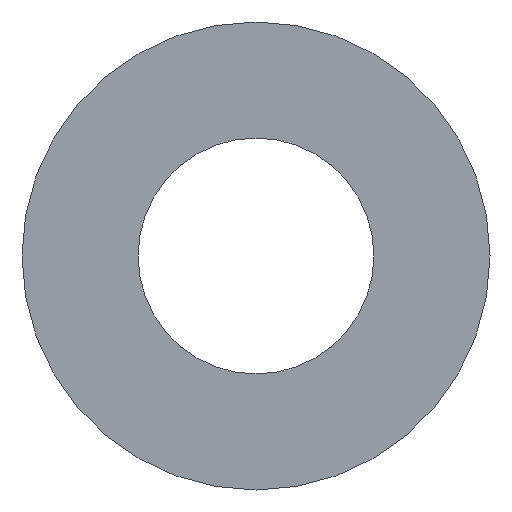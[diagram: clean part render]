
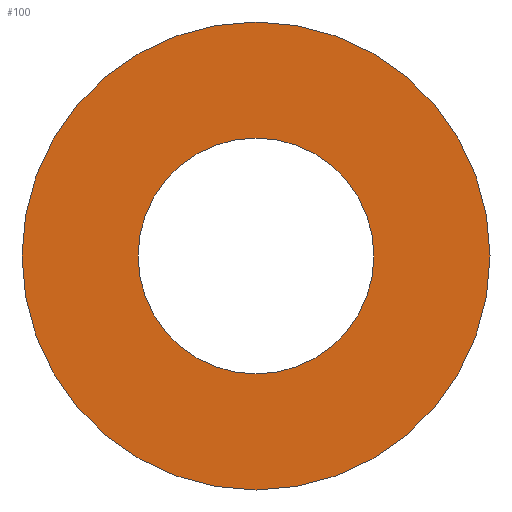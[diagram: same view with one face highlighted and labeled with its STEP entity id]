
A CAD part, left-side view. The second image highlights one B-rep face of the part: STEP entity #100.
In plain terms, the highlighted planar face has unit normal (-1, 0, 0).
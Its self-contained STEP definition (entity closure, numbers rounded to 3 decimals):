
#72 = EDGE_CURVE( '', #86, #138, #184, .T. );
#82 = VERTEX_POINT( '', #196 );
#86 = VERTEX_POINT( '', #201 );
#100 = ADVANCED_FACE( '', ( #215, #216 ), #217, .T. );
#112 = EDGE_CURVE( '', #138, #86, #231, .T. );
#116 = VERTEX_POINT( '', #236 );
#124 = EDGE_CURVE( '', #116, #82, #245, .T. );
#136 = EDGE_CURVE( '', #82, #116, #257, .T. );
#138 = VERTEX_POINT( '', #259 );
#184 = CIRCLE( '', #301, 51. );
#196 = CARTESIAN_POINT( '', ( -124., 25.7, 0. ) );
#201 = CARTESIAN_POINT( '', ( -124., 51., 0. ) );
#215 = FACE_BOUND( '', #341, .T. );
#216 = FACE_OUTER_BOUND( '', #342, .T. );
#217 = PLANE( '', #343 );
#231 = CIRCLE( '', #360, 51. );
#236 = CARTESIAN_POINT( '', ( -124., -25.7, 0. ) );
#245 = CIRCLE( '', #377, 25.7 );
#257 = CIRCLE( '', #393, 25.7 );
#259 = CARTESIAN_POINT( '', ( -124., -51., 0. ) );
#301 = AXIS2_PLACEMENT_3D( '', #439, #440, #441 );
#341 = EDGE_LOOP( '', ( #471, #472 ) );
#342 = EDGE_LOOP( '', ( #473, #474 ) );
#343 = AXIS2_PLACEMENT_3D( '', #475, #476, #477 );
#360 = AXIS2_PLACEMENT_3D( '', #495, #496, #497 );
#377 = AXIS2_PLACEMENT_3D( '', #520, #521, #522 );
#393 = AXIS2_PLACEMENT_3D( '', #526, #527, #528 );
#439 = CARTESIAN_POINT( '', ( -124., 0., 0. ) );
#440 = DIRECTION( '', ( -1., 0., 0. ) );
#441 = DIRECTION( '', ( 0., 1., 0. ) );
#471 = ORIENTED_EDGE( '', *, *, #136, .F. );
#472 = ORIENTED_EDGE( '', *, *, #124, .F. );
#473 = ORIENTED_EDGE( '', *, *, #72, .T. );
#474 = ORIENTED_EDGE( '', *, *, #112, .T. );
#475 = CARTESIAN_POINT( '', ( -124., 38.35, 0. ) );
#476 = DIRECTION( '', ( -1., 0., 0. ) );
#477 = DIRECTION( '', ( 0., 1., 0. ) );
#495 = CARTESIAN_POINT( '', ( -124., 0., 0. ) );
#496 = DIRECTION( '', ( -1., 0., 0. ) );
#497 = DIRECTION( '', ( 0., 1., 0. ) );
#520 = CARTESIAN_POINT( '', ( -124., 0., 0. ) );
#521 = DIRECTION( '', ( -1., 0., 0. ) );
#522 = DIRECTION( '', ( 0., 1., 0. ) );
#526 = CARTESIAN_POINT( '', ( -124., 0., 0. ) );
#527 = DIRECTION( '', ( -1., 0., 0. ) );
#528 = DIRECTION( '', ( 0., 1., 0. ) );
